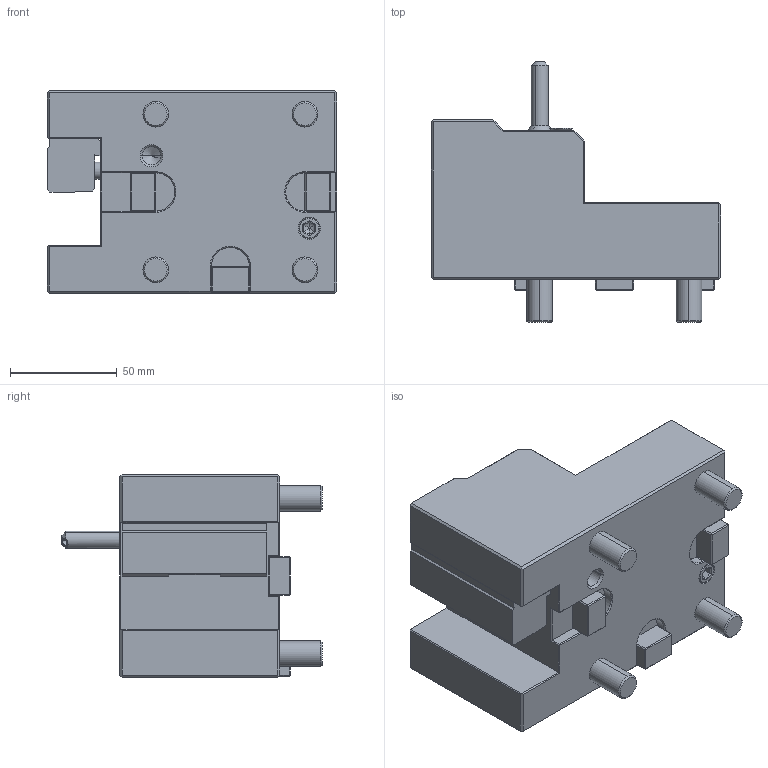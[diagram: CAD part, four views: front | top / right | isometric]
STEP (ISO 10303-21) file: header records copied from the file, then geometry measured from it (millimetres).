
FILE_DESCRIPTION((''),'2;1');
FILE_NAME('NGT_OD_65_25_75_DO','2023-05-15T',('vali'),('NOVA GRUP'),'PRO/ENGINEER BY PARAMETRIC TECHNOLOGY CORPORATION, 2010280','PRO/ENGINEER BY PARAMETRIC TECHNOLOGY CORPORATION, 2010280','');
FILE_SCHEMA(('CONFIG_CONTROL_DESIGN'));
Length unit declared in the file: millimetre
Products named in the file (1): NGT_OD_65_25_75_DO
Bounding box: 136 x 122.34 x 95 mm (x, y, z)
Volume: 664223.8 mm3; surface area: 65666.6 mm2
Topology: 1 solids, 1 shells, 233 faces, 615 edges, 376 vertices
Faces by surface type: plane 161, cylinder 38, cone 26, bspline 6, sphere 2
Entity records: 7833 total; most frequent: CARTESIAN_POINT 2118, ORIENTED_EDGE 1214, DIRECTION 1097, EDGE_CURVE 607, VECTOR 495, LINE 495, VERTEX_POINT 376, AXIS2_PLACEMENT_3D 301
